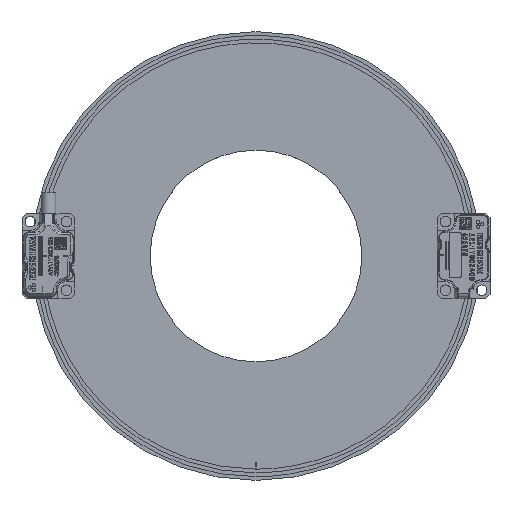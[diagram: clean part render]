
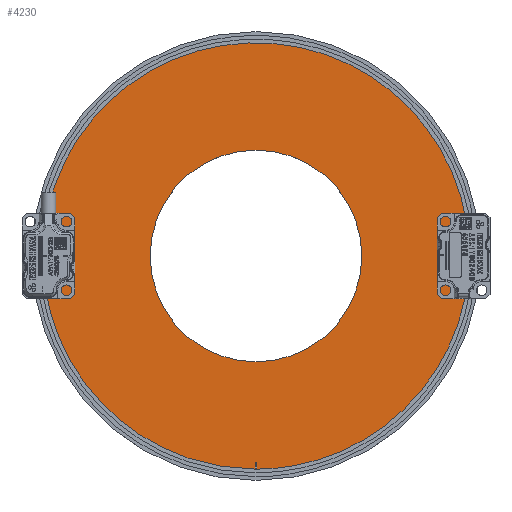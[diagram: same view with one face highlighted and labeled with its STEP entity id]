
A CAD part, top view. The second image highlights one B-rep face of the part: STEP entity #4230.
In plain terms, the highlighted planar face has unit normal (0, 0, 1).
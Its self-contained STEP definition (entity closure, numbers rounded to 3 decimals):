
#4230=ADVANCED_FACE('',(#12868,#12869),#5612,.T.);
#5612=PLANE('',#37442);
#6449=CIRCLE('',#37439,25.45);
#12868=FACE_BOUND('',#14763,.T.);
#12869=FACE_BOUND('',#14764,.T.);
#14763=EDGE_LOOP('',(#23798,#23799,#23800,#23801));
#14764=EDGE_LOOP('',(#23802));
#23798=ORIENTED_EDGE('',*,*,#33041,.F.);
#23799=ORIENTED_EDGE('',*,*,#33045,.F.);
#23800=ORIENTED_EDGE('',*,*,#33043,.F.);
#23801=ORIENTED_EDGE('',*,*,#33042,.F.);
#23802=ORIENTED_EDGE('',*,*,#33049,.F.);
#28168=VERTEX_POINT('',#63202);
#28169=VERTEX_POINT('',#63203);
#28170=VERTEX_POINT('',#63208);
#28171=VERTEX_POINT('',#63213);
#28176=VERTEX_POINT('',#63362);
#33041=EDGE_CURVE('',#28168,#28170,#35326,.T.);
#33042=EDGE_CURVE('',#28170,#28171,#35327,.T.);
#33043=EDGE_CURVE('',#28171,#28169,#35328,.T.);
#33045=EDGE_CURVE('',#28169,#28168,#35330,.T.);
#33049=EDGE_CURVE('',#28176,#28176,#6449,.T.);
#35326=B_SPLINE_CURVE_WITH_KNOTS('',3,(#63204,#63205,#63206,#63207),
 .UNSPECIFIED.,.F.,.F.,(4,4),(0.,1.),.UNSPECIFIED.);
#35327=B_SPLINE_CURVE_WITH_KNOTS('',3,(#63209,#63210,#63211,#63212),
 .UNSPECIFIED.,.F.,.F.,(4,4),(0.,1.),.UNSPECIFIED.);
#35328=B_SPLINE_CURVE_WITH_KNOTS('',3,(#63214,#63215,#63216,#63217),
 .UNSPECIFIED.,.F.,.F.,(4,4),(0.,1.),.UNSPECIFIED.);
#35330=B_SPLINE_CURVE_WITH_KNOTS('',3,(#63269,#63270,#63271,#63272,#63273,
#63274,#63275,#63276,#63277,#63278,#63279,#63280,#63281,#63282,#63283,#63284,
#63285,#63286,#63287,#63288,#63289,#63290,#63291,#63292,#63293,#63294,#63295,
#63296,#63297,#63298,#63299,#63300,#63301,#63302),.UNSPECIFIED.,.F.,.F.,
(4,2,2,2,2,2,2,2,2,2,2,2,2,2,2,2,4),(0.,0.063,0.125,0.188,
0.25,0.313,0.375,0.438,0.5,0.563,0.625,0.688,0.75,0.813,0.875,0.938,
1.),.UNSPECIFIED.);
#37439=AXIS2_PLACEMENT_3D('',#63361,#44303,#44304);
#37442=AXIS2_PLACEMENT_3D('',#63365,#44309,#44310);
#44303=DIRECTION('',(0.,0.,1.));
#44304=DIRECTION('',(0.,-1.,0.));
#44309=DIRECTION('',(0.,0.,1.));
#44310=DIRECTION('',(1.,0.,0.));
#63202=CARTESIAN_POINT('',(56.439,-41.002,47.5));
#63203=CARTESIAN_POINT('',(56.089,-41.002,47.5));
#63204=CARTESIAN_POINT('',(56.439,-41.002,47.5));
#63205=CARTESIAN_POINT('',(56.439,-40.468,47.5));
#63206=CARTESIAN_POINT('',(56.439,-39.935,47.5));
#63207=CARTESIAN_POINT('',(56.439,-39.402,47.5));
#63208=CARTESIAN_POINT('',(56.439,-39.402,47.5));
#63209=CARTESIAN_POINT('',(56.439,-39.402,47.5));
#63210=CARTESIAN_POINT('',(56.322,-39.402,47.5));
#63211=CARTESIAN_POINT('',(56.206,-39.402,47.5));
#63212=CARTESIAN_POINT('',(56.089,-39.402,47.5));
#63213=CARTESIAN_POINT('',(56.089,-39.402,47.5));
#63214=CARTESIAN_POINT('',(56.089,-39.402,47.5));
#63215=CARTESIAN_POINT('',(56.089,-39.935,47.5));
#63216=CARTESIAN_POINT('',(56.089,-40.468,47.5));
#63217=CARTESIAN_POINT('',(56.089,-41.002,47.5));
#63269=CARTESIAN_POINT('',(56.089,-41.002,47.5));
#63270=CARTESIAN_POINT('',(49.368,-40.979,47.5));
#63271=CARTESIAN_POINT('',(42.711,-39.632,47.5));
#63272=CARTESIAN_POINT('',(30.308,-34.452,47.5));
#63273=CARTESIAN_POINT('',(24.671,-30.662,47.5));
#63274=CARTESIAN_POINT('',(15.19,-21.133,47.5));
#63275=CARTESIAN_POINT('',(11.431,-15.477,47.5));
#63276=CARTESIAN_POINT('',(6.313,-3.047,47.5));
#63277=CARTESIAN_POINT('',(5.001,3.616,47.5));
#63278=CARTESIAN_POINT('',(5.023,17.059,47.5));
#63279=CARTESIAN_POINT('',(6.358,23.717,47.5));
#63280=CARTESIAN_POINT('',(11.519,36.131,47.5));
#63281=CARTESIAN_POINT('',(15.297,41.772,47.5));
#63282=CARTESIAN_POINT('',(24.811,51.271,47.5));
#63283=CARTESIAN_POINT('',(30.459,55.039,47.5));
#63284=CARTESIAN_POINT('',(42.883,60.179,47.5));
#63285=CARTESIAN_POINT('',(49.54,61.502,47.5));
#63286=CARTESIAN_POINT('',(62.988,61.502,47.5));
#63287=CARTESIAN_POINT('',(69.644,60.179,47.5));
#63288=CARTESIAN_POINT('',(82.07,55.039,47.5));
#63289=CARTESIAN_POINT('',(87.715,51.272,47.5));
#63290=CARTESIAN_POINT('',(97.232,41.771,47.5));
#63291=CARTESIAN_POINT('',(101.009,36.132,47.5));
#63292=CARTESIAN_POINT('',(106.17,23.716,47.5));
#63293=CARTESIAN_POINT('',(107.504,17.061,47.5));
#63294=CARTESIAN_POINT('',(107.527,3.614,47.5));
#63295=CARTESIAN_POINT('',(106.216,-3.046,47.5));
#63296=CARTESIAN_POINT('',(101.097,-15.479,47.5));
#63297=CARTESIAN_POINT('',(97.339,-21.132,47.5));
#63298=CARTESIAN_POINT('',(87.856,-30.663,47.5));
#63299=CARTESIAN_POINT('',(82.222,-34.451,47.5));
#63300=CARTESIAN_POINT('',(69.816,-39.633,47.5));
#63301=CARTESIAN_POINT('',(63.16,-40.979,47.5));
#63302=CARTESIAN_POINT('',(56.439,-41.002,47.5));
#63361=CARTESIAN_POINT('',(56.264,10.25,47.5));
#63362=CARTESIAN_POINT('',(56.264,-15.2,47.5));
#63365=CARTESIAN_POINT('',(56.264,10.25,47.5));
